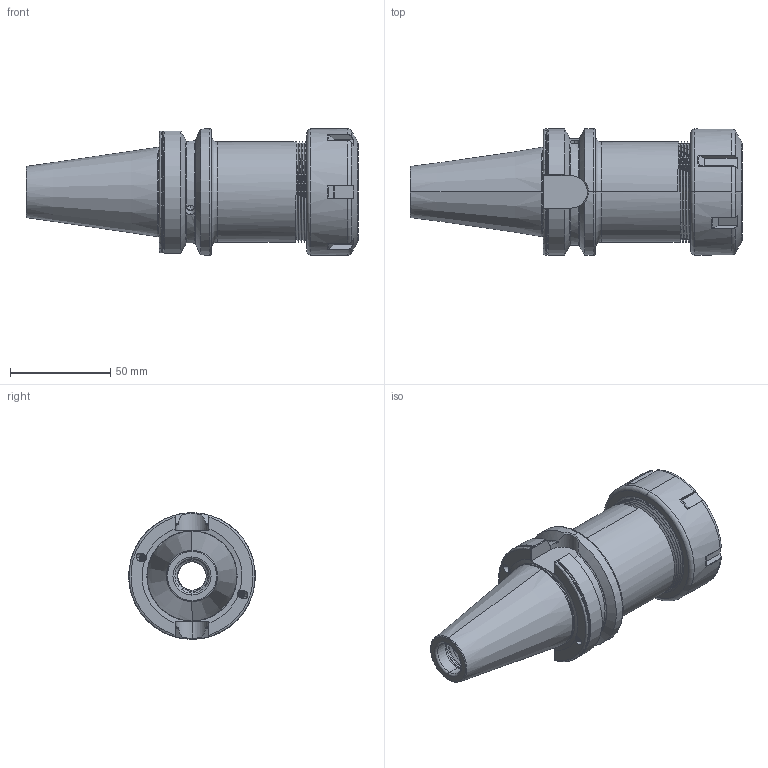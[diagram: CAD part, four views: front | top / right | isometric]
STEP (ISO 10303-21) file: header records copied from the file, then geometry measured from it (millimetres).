
FILE_DESCRIPTION (( 'STEP AP203' ), '1' );
FILE_NAME ('DC.406.02.26.1.STEP', '2017-10-19T03:24:24', ( '' ), ( '' ), 'SwSTEP 2.0', 'SolidWorks 2012', '' );
FILE_SCHEMA (( 'CONFIG_CONTROL_DESIGN' ));
Length unit declared in the file: millimetre
Products named in the file (3): DC.406.02.26.1; 2-01.100.0400260C7_ER40螺帽(六溝)
Assembly tree (2 placements, depth 2):
  DC.406.02.26.1
    DC.406.02.26.1
    2-01.100.0400260C7_ER40螺帽(六溝)
Bounding box: 165.4 x 63 x 63 mm (x, y, z)
Volume: 223159.8 mm3; surface area: 55518.1 mm2
Topology: 2 solids, 2 shells, 362 faces, 973 edges, 614 vertices
Faces by surface type: cylinder 136, plane 74, torus 67, bspline 55, cone 30
Entity records: 23828 total; most frequent: CARTESIAN_POINT 15585, ORIENTED_EDGE 1942, DIRECTION 1364, EDGE_CURVE 971, VERTEX_POINT 614, AXIS2_PLACEMENT_3D 552, EDGE_LOOP 375, ADVANCED_FACE 362
